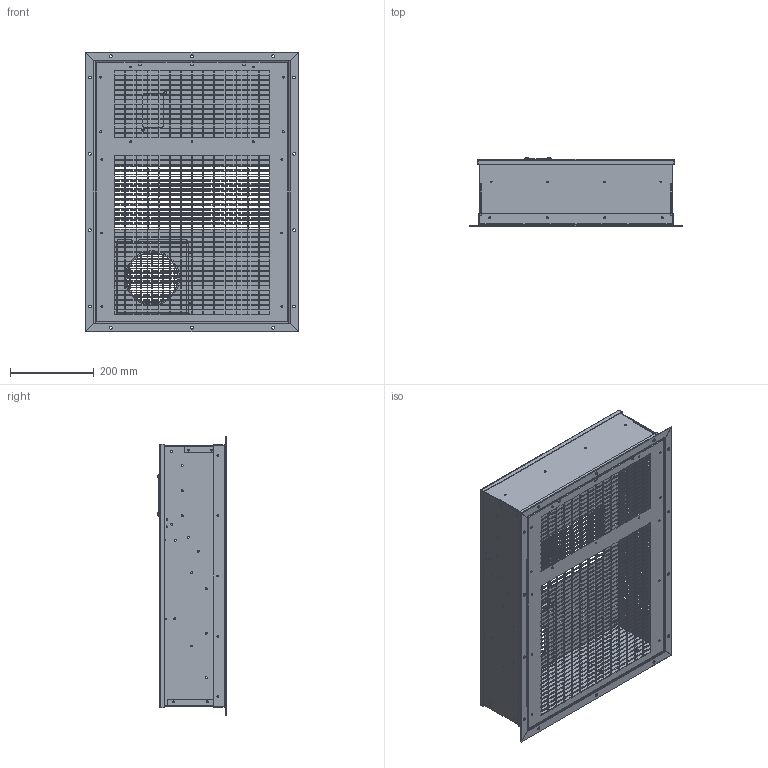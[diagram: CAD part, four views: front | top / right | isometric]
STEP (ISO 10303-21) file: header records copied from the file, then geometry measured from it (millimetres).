
FILE_DESCRIPTION((''),'2;1');
FILE_NAME('OC4105_COMPLETE_ASSEMBLY_ASM_AS_ASM','2013-08-08T',('andreso'),(''),'PRO/ENGINEER BY PARAMETRIC TECHNOLOGY CORPORATION, 2010040','PRO/ENGINEER BY PARAMETRIC TECHNOLOGY CORPORATION, 2010040','');
FILE_SCHEMA(('CONFIG_CONTROL_DESIGN'));
Products named in the file (11): OC4105_CABINET_1; OC4105_HORIZONTAL_MOUNT_BRCKT_1; OC4105_VERTICAL_MOUNTBRCKT_1; OC4105_CABINET_ASSEMBLY_ASM_1_A_ASM; OC4105_LID_1; OC4005_INT_INLETRING_1; POPNUT_M4_HEX_CLOSED_STEEL_1; OC4105_PCB_ACCESS_PLATE_1; SCREW_DIN_7985-M4X10_Z_PL_1; OC4105_LID_ASSEMBLY_ASM_1_ASM_ASM; OC4105_COMPLETE_ASSEMBLY_ASM_AS_ASM
Assembly tree (14 placements, depth 3):
  OC4105_COMPLETE_ASSEMBLY_ASM_AS_ASM
    OC4105_CABINET_ASSEMBLY_ASM_1_A_ASM
      OC4105_CABINET_1
      OC4105_HORIZONTAL_MOUNT_BRCKT_1  x2
      OC4105_VERTICAL_MOUNTBRCKT_1  x2
    OC4105_LID_ASSEMBLY_ASM_1_ASM_ASM
      OC4105_LID_1
      OC4005_INT_INLETRING_1
      POPNUT_M4_HEX_CLOSED_STEEL_1  x2
      OC4105_PCB_ACCESS_PLATE_1
      SCREW_DIN_7985-M4X10_Z_PL_1  x2
Bounding box: 507 x 163.54 x 667 mm (x, y, z)
Volume: 1551866.7 mm3; surface area: 1845537.5 mm2
Topology: 12 solids, 12 shells, 4589 faces, 13483 edges, 8908 vertices
Faces by surface type: plane 4074, cylinder 419, cone 52, bspline 24, torus 16, sphere 4
Entity records: 151224 total; most frequent: CARTESIAN_POINT 27706, ORIENTED_EDGE 26210, DIRECTION 22719, EDGE_CURVE 13105, VECTOR 12201, LINE 12201, VERTEX_POINT 8675, EDGE_LOOP 6568
